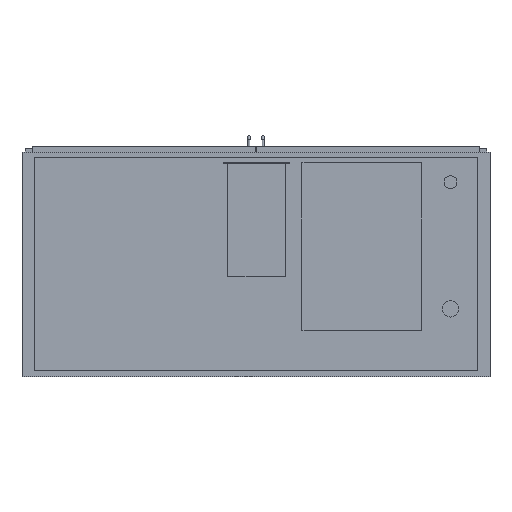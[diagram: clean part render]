
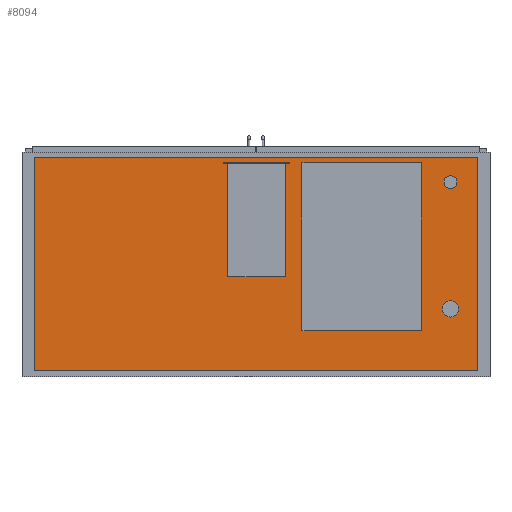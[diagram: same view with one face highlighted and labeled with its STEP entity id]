
A CAD part, front view. The second image highlights one B-rep face of the part: STEP entity #8094.
In plain terms, the highlighted planar face has unit normal (0, -1, 0).
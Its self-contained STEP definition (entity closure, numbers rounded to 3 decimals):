
#88=FACE_BOUND('',#873,.T.);
#89=FACE_BOUND('',#874,.T.);
#109=CIRCLE('',#8654,20.);
#111=CIRCLE('',#8658,25.);
#364=FACE_OUTER_BOUND('',#872,.T.);
#872=EDGE_LOOP('',(#5495,#5496,#5497,#5498));
#873=EDGE_LOOP('',(#5499));
#874=EDGE_LOOP('',(#5500));
#1436=LINE('',#11712,#2464);
#1438=LINE('',#11716,#2466);
#1440=LINE('',#11720,#2468);
#1442=LINE('',#11723,#2470);
#2464=VECTOR('',#9417,10.);
#2466=VECTOR('',#9421,10.);
#2468=VECTOR('',#9425,10.);
#2470=VECTOR('',#9429,10.);
#3446=VERTEX_POINT('',#11638);
#3448=VERTEX_POINT('',#11645);
#3469=VERTEX_POINT('',#11709);
#3470=VERTEX_POINT('',#11711);
#3471=VERTEX_POINT('',#11715);
#3472=VERTEX_POINT('',#11719);
#4223=EDGE_CURVE('',#3446,#3446,#109,.T.);
#4226=EDGE_CURVE('',#3448,#3448,#111,.T.);
#4256=EDGE_CURVE('',#3470,#3469,#1436,.T.);
#4258=EDGE_CURVE('',#3471,#3470,#1438,.T.);
#4260=EDGE_CURVE('',#3472,#3471,#1440,.T.);
#4262=EDGE_CURVE('',#3469,#3472,#1442,.T.);
#5495=ORIENTED_EDGE('',*,*,#4262,.T.);
#5496=ORIENTED_EDGE('',*,*,#4260,.T.);
#5497=ORIENTED_EDGE('',*,*,#4258,.T.);
#5498=ORIENTED_EDGE('',*,*,#4256,.T.);
#5499=ORIENTED_EDGE('',*,*,#4223,.T.);
#5500=ORIENTED_EDGE('',*,*,#4226,.T.);
#7654=PLANE('',#8675);
#8094=ADVANCED_FACE('',(#364,#88,#89),#7654,.T.);
#8654=AXIS2_PLACEMENT_3D('',#11640,#9351,#9352);
#8658=AXIS2_PLACEMENT_3D('',#11647,#9360,#9361);
#8675=AXIS2_PLACEMENT_3D('',#11724,#9430,#9431);
#9351=DIRECTION('center_axis',(0.,1.,0.));
#9352=DIRECTION('ref_axis',(1.,0.,0.));
#9360=DIRECTION('center_axis',(0.,1.,0.));
#9361=DIRECTION('ref_axis',(1.,0.,0.));
#9417=DIRECTION('',(-1.,0.,0.));
#9421=DIRECTION('',(0.,0.,1.));
#9425=DIRECTION('',(1.,0.,0.));
#9429=DIRECTION('',(0.,0.,-1.));
#9430=DIRECTION('center_axis',(0.,-1.,0.));
#9431=DIRECTION('ref_axis',(0.,0.,-1.));
#11638=CARTESIAN_POINT('',(582.5,-370.,255.));
#11640=CARTESIAN_POINT('Origin',(602.5,-370.,255.));
#11645=CARTESIAN_POINT('',(577.5,-370.,-138.));
#11647=CARTESIAN_POINT('Origin',(602.5,-370.,-138.));
#11709=CARTESIAN_POINT('',(-687.5,-370.,330.));
#11711=CARTESIAN_POINT('',(687.5,-370.,330.));
#11712=CARTESIAN_POINT('',(-687.5,-370.,330.));
#11715=CARTESIAN_POINT('',(687.5,-370.,-330.));
#11716=CARTESIAN_POINT('',(687.5,-370.,330.));
#11719=CARTESIAN_POINT('',(-687.5,-370.,-330.));
#11720=CARTESIAN_POINT('',(687.5,-370.,-330.));
#11723=CARTESIAN_POINT('',(-687.5,-370.,-330.));
#11724=CARTESIAN_POINT('Origin',(0.,-370.,0.));
